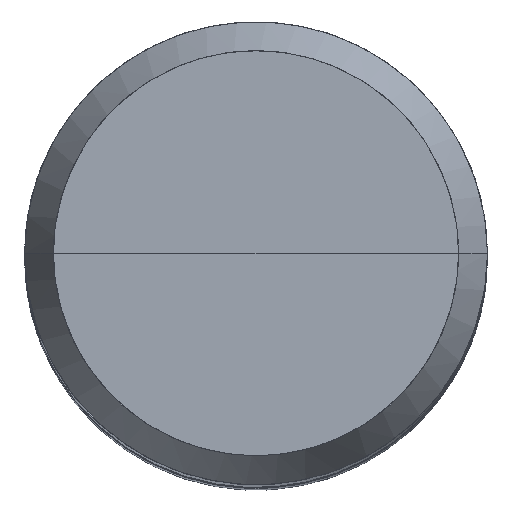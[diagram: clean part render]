
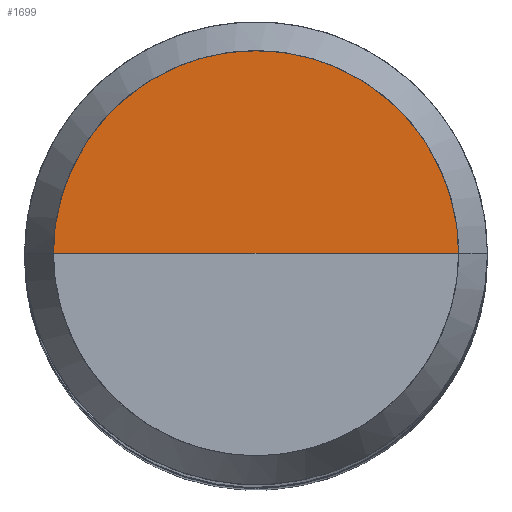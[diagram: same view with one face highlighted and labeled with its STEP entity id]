
A CAD part, top view. The second image highlights one B-rep face of the part: STEP entity #1699.
In plain terms, the highlighted free-form (B-spline) face has degree [1, 2] with [2, 5] control points.
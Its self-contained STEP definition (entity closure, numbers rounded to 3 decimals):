
#1370=CARTESIAN_POINT('',(7.0,0.0,47.2));
#1371=CARTESIAN_POINT('',(7.0,7.0,47.2));
#1372=CARTESIAN_POINT('',(0.0,7.0,47.2));
#1373=CARTESIAN_POINT('',(-7.0,7.0,47.2));
#1374=CARTESIAN_POINT('',(-7.0,0.0,47.2));
#1375=CARTESIAN_POINT('',(0.0,0.0,47.2));
#1684=(
BOUNDED_SURFACE()
B_SPLINE_SURFACE(1,2,(
(#1370,#1371,#1372,#1373,#1374),
(#1375,#1375,#1375,#1375,#1375)
), .UNSPECIFIED.,.F.,.F.,.F.)
B_SPLINE_SURFACE_WITH_KNOTS((2,2),(3,2,3),(
0.0,1.0),(
0.0,0.5,1.0), .UNSPECIFIED.)
GEOMETRIC_REPRESENTATION_ITEM()
RATIONAL_B_SPLINE_SURFACE(((1.0,0.707,1.0,0.707,1.0),
(1.0,0.707,1.0,0.707,1.0)
))
REPRESENTATION_ITEM('')
SURFACE()
);
#1685=(
BOUNDED_CURVE()
B_SPLINE_CURVE(2,(#1374,#1373,#1372,#1371,#1370),.UNSPECIFIED.,.F.,.F.)
B_SPLINE_CURVE_WITH_KNOTS((3,2,3),
(0.0,0.5,1.0),.UNSPECIFIED.)
CURVE()
GEOMETRIC_REPRESENTATION_ITEM()
RATIONAL_B_SPLINE_CURVE((1.0,0.707,1.0,0.707,1.0))
REPRESENTATION_ITEM('')
);
#1686=(
BOUNDED_CURVE()
B_SPLINE_CURVE(1,(#1370,#1375),.UNSPECIFIED.,.F.,.F.)
B_SPLINE_CURVE_WITH_KNOTS((2,2),
(0.0,1.0),.UNSPECIFIED.)
CURVE()
GEOMETRIC_REPRESENTATION_ITEM()
RATIONAL_B_SPLINE_CURVE((1.0,1.0))
REPRESENTATION_ITEM('')
);
#1687=(
BOUNDED_CURVE()
B_SPLINE_CURVE(1,(#1375,#1374),.UNSPECIFIED.,.F.,.F.)
B_SPLINE_CURVE_WITH_KNOTS((2,2),
(0.0,1.0),.UNSPECIFIED.)
CURVE()
GEOMETRIC_REPRESENTATION_ITEM()
RATIONAL_B_SPLINE_CURVE((1.0,1.0))
REPRESENTATION_ITEM('')
);
#1688=VERTEX_POINT('',#1370);
#1689=VERTEX_POINT('',#1374);
#1690=VERTEX_POINT('',#1375);
#1691=EDGE_CURVE('',#1689,#1688,#1685,.T.);
#1692=EDGE_CURVE('',#1688,#1690,#1686,.T.);
#1693=EDGE_CURVE('',#1690,#1689,#1687,.T.);
#1694=ORIENTED_EDGE('',*,*,#1691,.T.);
#1695=ORIENTED_EDGE('',*,*,#1692,.T.);
#1696=ORIENTED_EDGE('',*,*,#1693,.T.);
#1697=EDGE_LOOP('',(#1694,#1695,#1696));
#1698=FACE_OUTER_BOUND('',#1697,.T.);
#1699=ADVANCED_FACE('',(#1698),#1684,.T.);
